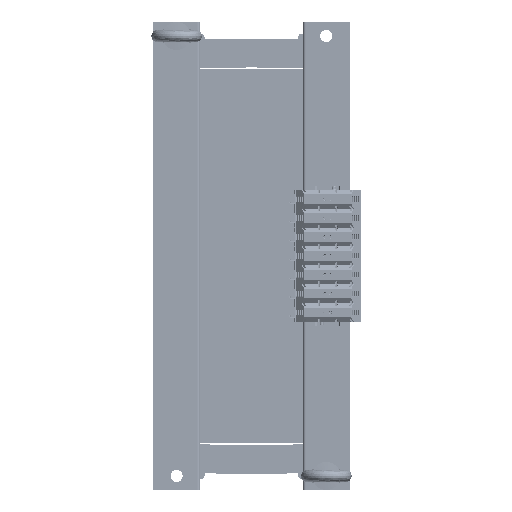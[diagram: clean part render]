
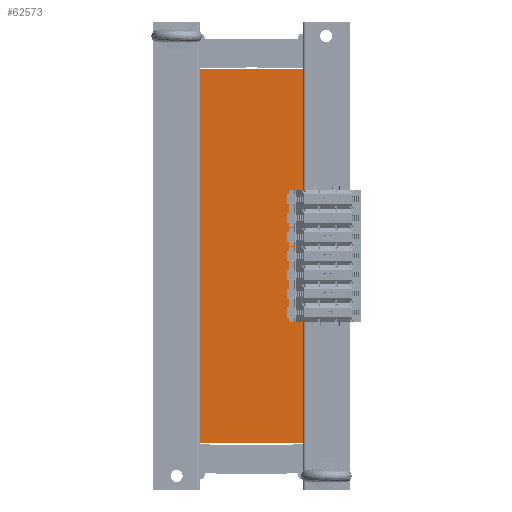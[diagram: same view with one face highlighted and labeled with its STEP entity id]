
A CAD part, left-side view. The second image highlights one B-rep face of the part: STEP entity #62573.
In plain terms, the highlighted planar face has unit normal (-1, 0, 0).
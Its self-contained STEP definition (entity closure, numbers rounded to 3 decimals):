
#6457=FACE_OUTER_BOUND('',#9993,.T.);
#9993=EDGE_LOOP('',(#41820,#41821,#41822,#41823));
#13746=LINE('',#91529,#20041);
#13754=LINE('',#91544,#20049);
#13755=LINE('',#91546,#20050);
#13756=LINE('',#91547,#20051);
#20041=VECTOR('',#72754,10.);
#20049=VECTOR('',#72766,10.);
#20050=VECTOR('',#72769,10.);
#20051=VECTOR('',#72770,10.);
#26334=VERTEX_POINT('',#91526);
#26335=VERTEX_POINT('',#91528);
#26339=VERTEX_POINT('',#91540);
#26340=VERTEX_POINT('',#91542);
#32390=EDGE_CURVE('',#26334,#26335,#13746,.T.);
#32398=EDGE_CURVE('',#26339,#26340,#13754,.T.);
#32399=EDGE_CURVE('',#26334,#26339,#13755,.T.);
#32400=EDGE_CURVE('',#26335,#26340,#13756,.T.);
#41820=ORIENTED_EDGE('',*,*,#32399,.T.);
#41821=ORIENTED_EDGE('',*,*,#32398,.T.);
#41822=ORIENTED_EDGE('',*,*,#32400,.F.);
#41823=ORIENTED_EDGE('',*,*,#32390,.F.);
#60573=PLANE('',#66457);
#62573=ADVANCED_FACE('',(#6457),#60573,.T.);
#66457=AXIS2_PLACEMENT_3D('',#91545,#72767,#72768);
#72754=DIRECTION('',(0.,1.,0.));
#72766=DIRECTION('',(0.,1.,0.));
#72767=DIRECTION('center_axis',(-1.,0.,0.));
#72768=DIRECTION('ref_axis',(0.,0.,1.));
#72769=DIRECTION('',(0.,0.,1.));
#72770=DIRECTION('',(0.,0.,1.));
#91526=CARTESIAN_POINT('',(-400.,0.,0.));
#91528=CARTESIAN_POINT('',(-400.,110.,0.));
#91529=CARTESIAN_POINT('',(-400.,0.,0.));
#91540=CARTESIAN_POINT('',(-400.,0.,400.));
#91542=CARTESIAN_POINT('',(-400.,110.,400.));
#91544=CARTESIAN_POINT('',(-400.,0.,400.));
#91545=CARTESIAN_POINT('Origin',(-400.,0.,0.));
#91546=CARTESIAN_POINT('',(-400.,0.,0.));
#91547=CARTESIAN_POINT('',(-400.,110.,0.));
